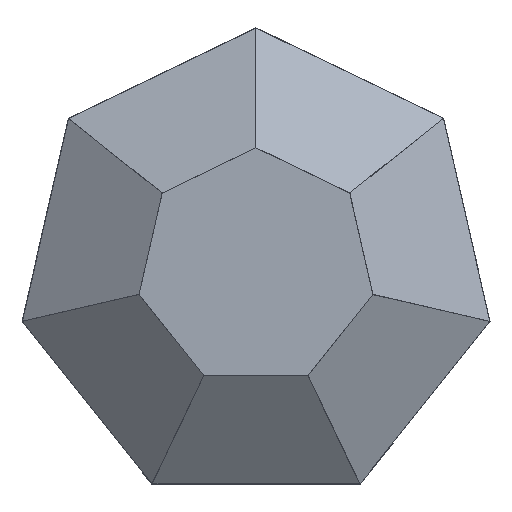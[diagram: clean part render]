
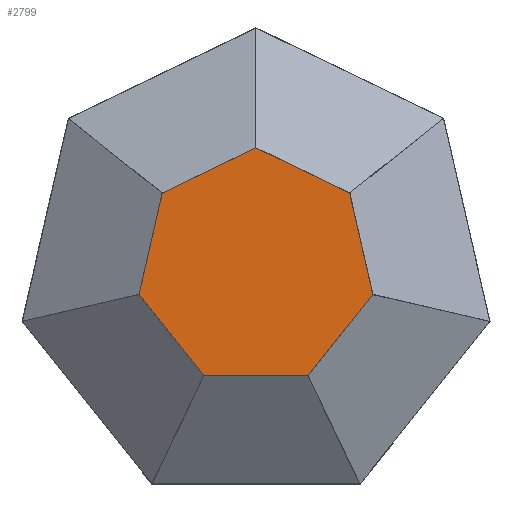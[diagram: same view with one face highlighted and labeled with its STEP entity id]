
A CAD part, top view. The second image highlights one B-rep face of the part: STEP entity #2799.
In plain terms, the highlighted free-form (B-spline) face has degree [1, 1] with [2, 2] control points.
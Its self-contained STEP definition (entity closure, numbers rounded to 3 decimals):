
#655 = VERTEX_POINT('',#656);
#656 = CARTESIAN_POINT('',(0.,42.987,
    27.977));
#789 = VERTEX_POINT('',#790);
#790 = CARTESIAN_POINT('',(-41.909,-9.565,
    27.977));
#801 = VERTEX_POINT('',#802);
#802 = CARTESIAN_POINT('',(-33.608,26.802,
    27.977));
#807 = EDGE_CURVE('',#801,#789,#808,.T.);
#808 = B_SPLINE_CURVE_WITH_KNOTS('',1,(#809,#810),.UNSPECIFIED.,.F.,.F.,
  (2,2),(0.,40.),.PIECEWISE_BEZIER_KNOTS.);
#809 = CARTESIAN_POINT('',(-33.608,26.802,
    27.977));
#810 = CARTESIAN_POINT('',(-41.909,-9.565,
    27.977));
#854 = VERTEX_POINT('',#855);
#855 = CARTESIAN_POINT('',(33.608,26.802,
    27.977));
#1524 = EDGE_CURVE('',#655,#801,#1525,.T.);
#1525 = B_SPLINE_CURVE_WITH_KNOTS('',1,(#1526,#1527),.UNSPECIFIED.,.F.,
  .F.,(2,2),(0.,40.),.PIECEWISE_BEZIER_KNOTS.);
#1526 = CARTESIAN_POINT('',(0.,42.987,
    27.977));
#1527 = CARTESIAN_POINT('',(-33.608,26.802,
    27.977));
#1582 = EDGE_CURVE('',#789,#1583,#1585,.T.);
#1583 = VERTEX_POINT('',#1584);
#1584 = CARTESIAN_POINT('',(-18.651,-38.73,
    27.977));
#1585 = B_SPLINE_CURVE_WITH_KNOTS('',1,(#1586,#1587),.UNSPECIFIED.,.F.,
  .F.,(2,2),(0.,40.),.PIECEWISE_BEZIER_KNOTS.);
#1586 = CARTESIAN_POINT('',(-41.909,-9.565,
    27.977));
#1587 = CARTESIAN_POINT('',(-18.651,-38.73,
    27.977));
#2386 = VERTEX_POINT('',#2387);
#2387 = CARTESIAN_POINT('',(18.651,-38.73,
    27.977));
#2478 = EDGE_CURVE('',#1583,#2386,#2479,.T.);
#2479 = B_SPLINE_CURVE_WITH_KNOTS('',1,(#2480,#2481),.UNSPECIFIED.,.F.,
  .F.,(2,2),(0.,40.),.PIECEWISE_BEZIER_KNOTS.);
#2480 = CARTESIAN_POINT('',(-18.651,-38.73,
    27.977));
#2481 = CARTESIAN_POINT('',(18.651,-38.73,
    27.977));
#2708 = VERTEX_POINT('',#2709);
#2709 = CARTESIAN_POINT('',(41.909,-9.565,
    27.977));
#2784 = EDGE_CURVE('',#854,#655,#2785,.T.);
#2785 = B_SPLINE_CURVE_WITH_KNOTS('',1,(#2786,#2787),.UNSPECIFIED.,.F.,
  .F.,(2,2),(0.,40.),.PIECEWISE_BEZIER_KNOTS.);
#2786 = CARTESIAN_POINT('',(33.608,26.802,
    27.977));
#2787 = CARTESIAN_POINT('',(0.,42.987,
    27.977));
#2799 = ADVANCED_FACE('',(#2800),#2817,.F.);
#2800 = FACE_BOUND('',#2801,.T.);
#2801 = EDGE_LOOP('',(#2802,#2803,#2804,#2809,#2814,#2815,#2816));
#2802 = ORIENTED_EDGE('',*,*,#1582,.T.);
#2803 = ORIENTED_EDGE('',*,*,#2478,.T.);
#2804 = ORIENTED_EDGE('',*,*,#2805,.T.);
#2805 = EDGE_CURVE('',#2386,#2708,#2806,.T.);
#2806 = B_SPLINE_CURVE_WITH_KNOTS('',1,(#2807,#2808),.UNSPECIFIED.,.F.,
  .F.,(2,2),(0.,40.),.PIECEWISE_BEZIER_KNOTS.);
#2807 = CARTESIAN_POINT('',(18.651,-38.73,
    27.977));
#2808 = CARTESIAN_POINT('',(41.909,-9.565,
    27.977));
#2809 = ORIENTED_EDGE('',*,*,#2810,.T.);
#2810 = EDGE_CURVE('',#2708,#854,#2811,.T.);
#2811 = B_SPLINE_CURVE_WITH_KNOTS('',1,(#2812,#2813),.UNSPECIFIED.,.F.,
  .F.,(2,2),(0.,40.),.PIECEWISE_BEZIER_KNOTS.);
#2812 = CARTESIAN_POINT('',(41.909,-9.565,
    27.977));
#2813 = CARTESIAN_POINT('',(33.608,26.802,
    27.977));
#2814 = ORIENTED_EDGE('',*,*,#2784,.T.);
#2815 = ORIENTED_EDGE('',*,*,#1524,.T.);
#2816 = ORIENTED_EDGE('',*,*,#807,.T.);
#2817 = B_SPLINE_SURFACE_WITH_KNOTS('',1,1,(
    (#2818,#2819)
    ,(#2820,#2821
    )),.UNSPECIFIED.,.F.,.F.,.F.,(2,2),(2,2),(-44.94,
    44.94),(-43.813,43.813),
  .PIECEWISE_BEZIER_KNOTS.);
#2818 = CARTESIAN_POINT('',(41.909,-38.73,
    27.977));
#2819 = CARTESIAN_POINT('',(41.909,42.987,
    27.977));
#2820 = CARTESIAN_POINT('',(-41.909,-38.73,
    27.977));
#2821 = CARTESIAN_POINT('',(-41.909,42.987,
    27.977));
